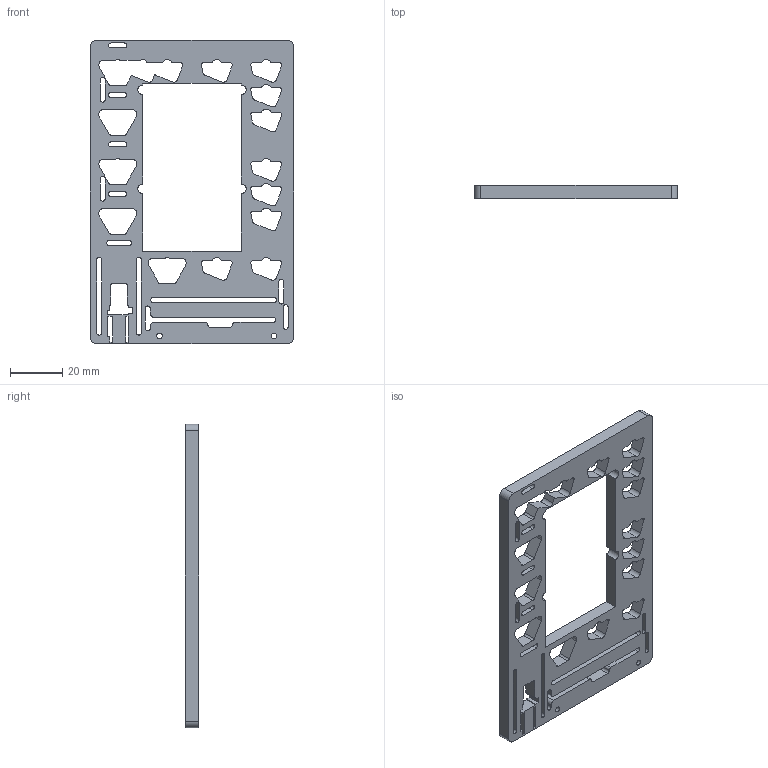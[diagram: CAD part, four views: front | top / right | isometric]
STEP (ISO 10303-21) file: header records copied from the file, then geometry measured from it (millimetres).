
FILE_DESCRIPTION (( 'STEP AP214' ), '1' );
FILE_NAME ('tidbit_middle_noguts.STEP', '2020-07-29T00:48:55', ( '' ), ( '' ), 'SwSTEP 2.0', 'SolidWorks 2018', '' );
FILE_SCHEMA (( 'AUTOMOTIVE_DESIGN' ));
Length unit declared in the file: millimetre
Products named in the file (1): tidbit_middle_noguts
Bounding box: 78 x 5 x 116.5 mm (x, y, z)
Volume: 23634.4 mm3; surface area: 18235.6 mm2
Topology: 1 solids, 1 shells, 290 faces, 864 edges, 576 vertices
Faces by surface type: cylinder 145, plane 145
Entity records: 9995 total; most frequent: DIRECTION 1736, CARTESIAN_POINT 1731, ORIENTED_EDGE 1728, EDGE_CURVE 864, AXIS2_PLACEMENT_3D 581, VERTEX_POINT 576, VECTOR 574, LINE 574
